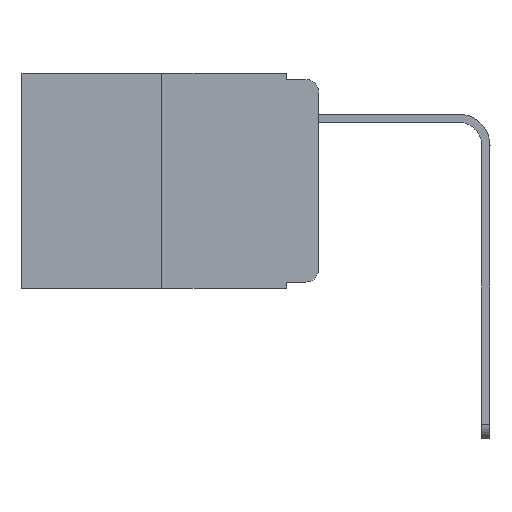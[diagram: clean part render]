
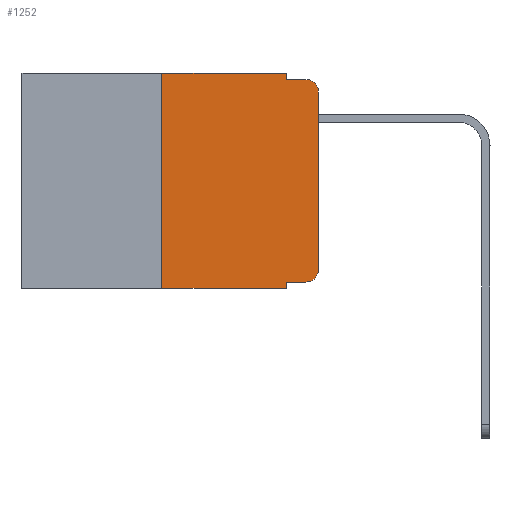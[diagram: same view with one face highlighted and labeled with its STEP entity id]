
A CAD part, left-side view. The second image highlights one B-rep face of the part: STEP entity #1252.
In plain terms, the highlighted planar face has unit normal (-1, 0, 0).
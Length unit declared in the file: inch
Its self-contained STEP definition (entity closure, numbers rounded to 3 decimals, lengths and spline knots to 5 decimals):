
#128 = VERTEX_POINT ( 'NONE', #9284 ) ;
#495 = CARTESIAN_POINT ( 'NONE',  ( 0., 0.02, -0.313 ) ) ;
#526 = LINE ( 'NONE', #3663, #2745 ) ;
#676 = AXIS2_PLACEMENT_3D ( 'NONE', #495, #5858, #12631 ) ;
#787 = CARTESIAN_POINT ( 'NONE',  ( 0., 0.051, 0. ) ) ;
#1097 = ORIENTED_EDGE ( 'NONE', *, *, #22104, .T. ) ;
#1252 = ADVANCED_FACE ( 'NONE', ( #15073 ), #20654, .F. ) ;
#1521 = LINE ( 'NONE', #21713, #19270 ) ;
#1606 = DIRECTION ( 'NONE',  ( 0., -1., 0. ) ) ;
#1793 = VECTOR ( 'NONE', #4702, 39.37008 ) ;
#1815 = DIRECTION ( 'NONE',  ( 0., 0., 1. ) ) ;
#2079 = LINE ( 'NONE', #4186, #16799 ) ;
#2745 = VECTOR ( 'NONE', #1815, 39.37008 ) ;
#2794 = CARTESIAN_POINT ( 'NONE',  ( 0., 0., -0.313 ) ) ;
#2897 = DIRECTION ( 'NONE',  ( -1., 0., 0. ) ) ;
#2928 = ORIENTED_EDGE ( 'NONE', *, *, #13081, .T. ) ;
#3125 = CIRCLE ( 'NONE', #6930, 0.02 ) ;
#3187 = ORIENTED_EDGE ( 'NONE', *, *, #6298, .F. ) ;
#3222 = LINE ( 'NONE', #19520, #20427 ) ;
#3663 = CARTESIAN_POINT ( 'NONE',  ( 0., 0., 0. ) ) ;
#3704 = VECTOR ( 'NONE', #1606, 39.37008 ) ;
#4126 = EDGE_CURVE ( 'NONE', #6357, #19007, #526, .T. ) ;
#4173 = VERTEX_POINT ( 'NONE', #12555 ) ;
#4186 = CARTESIAN_POINT ( 'NONE',  ( 0., 0.25, 0. ) ) ;
#4268 = CARTESIAN_POINT ( 'NONE',  ( 0., 0.051, -0.01 ) ) ;
#4474 = DIRECTION ( 'NONE',  ( 0., -1., 0. ) ) ;
#4500 = VERTEX_POINT ( 'NONE', #7819 ) ;
#4579 = CARTESIAN_POINT ( 'NONE',  ( 0., 0.02, -0.03 ) ) ;
#4702 = DIRECTION ( 'NONE',  ( 0., 0., -1. ) ) ;
#5340 = DIRECTION ( 'NONE',  ( 0., -1., 0. ) ) ;
#5858 = DIRECTION ( 'NONE',  ( -1., 0., 0. ) ) ;
#6240 = EDGE_CURVE ( 'NONE', #4173, #16241, #2079, .T. ) ;
#6298 = EDGE_CURVE ( 'NONE', #4500, #15700, #20101, .T. ) ;
#6321 = EDGE_CURVE ( 'NONE', #16241, #9219, #1521, .T. ) ;
#6357 = VERTEX_POINT ( 'NONE', #2794 ) ;
#6406 = EDGE_CURVE ( 'NONE', #9219, #13037, #16257, .T. ) ;
#6773 = VECTOR ( 'NONE', #15227, 39.37008 ) ;
#6930 = AXIS2_PLACEMENT_3D ( 'NONE', #4579, #2897, #13387 ) ;
#7035 = CIRCLE ( 'NONE', #676, 0.02 ) ;
#7819 = CARTESIAN_POINT ( 'NONE',  ( 0., 0.051, -0.333 ) ) ;
#7966 = DIRECTION ( 'NONE',  ( 0., 0., -1. ) ) ;
#9190 = VERTEX_POINT ( 'NONE', #9614 ) ;
#9198 = CARTESIAN_POINT ( 'NONE',  ( 0., 0.25, 0. ) ) ;
#9219 = VERTEX_POINT ( 'NONE', #11231 ) ;
#9284 = CARTESIAN_POINT ( 'NONE',  ( 0., 0.02, -0.333 ) ) ;
#9415 = VECTOR ( 'NONE', #7966, 39.37008 ) ;
#9448 = CARTESIAN_POINT ( 'NONE',  ( 0., 0.051, -0.343 ) ) ;
#9614 = CARTESIAN_POINT ( 'NONE',  ( 0., 0.02, -0.01 ) ) ;
#9703 = ORIENTED_EDGE ( 'NONE', *, *, #6240, .F. ) ;
#9866 = DIRECTION ( 'NONE',  ( 0., 0., -1. ) ) ;
#11231 = CARTESIAN_POINT ( 'NONE',  ( 0., 0.051, 0. ) ) ;
#12555 = CARTESIAN_POINT ( 'NONE',  ( 0., 0.25, -0.343 ) ) ;
#12631 = DIRECTION ( 'NONE',  ( 0., 0., -1. ) ) ;
#12835 = CARTESIAN_POINT ( 'NONE',  ( 0., 0., -0.03 ) ) ;
#12978 = EDGE_CURVE ( 'NONE', #13037, #9190, #3222, .T. ) ;
#13037 = VERTEX_POINT ( 'NONE', #4268 ) ;
#13081 = EDGE_CURVE ( 'NONE', #128, #6357, #7035, .T. ) ;
#13387 = DIRECTION ( 'NONE',  ( 0., 0., -1. ) ) ;
#13921 = ORIENTED_EDGE ( 'NONE', *, *, #17748, .T. ) ;
#14032 = CARTESIAN_POINT ( 'NONE',  ( 0., 0.473, -0.343 ) ) ;
#15073 = FACE_OUTER_BOUND ( 'NONE', #21909, .T. ) ;
#15129 = CARTESIAN_POINT ( 'NONE',  ( 0., 0.051, 0. ) ) ;
#15227 = DIRECTION ( 'NONE',  ( 0., -1., 0. ) ) ;
#15353 = ORIENTED_EDGE ( 'NONE', *, *, #6406, .F. ) ;
#15700 = VERTEX_POINT ( 'NONE', #9448 ) ;
#16142 = AXIS2_PLACEMENT_3D ( 'NONE', #18710, #22143, #9866 ) ;
#16241 = VERTEX_POINT ( 'NONE', #9198 ) ;
#16257 = LINE ( 'NONE', #15129, #1793 ) ;
#16768 = ORIENTED_EDGE ( 'NONE', *, *, #4126, .T. ) ;
#16799 = VECTOR ( 'NONE', #18027, 39.37008 ) ;
#17134 = LINE ( 'NONE', #22166, #6773 ) ;
#17748 = EDGE_CURVE ( 'NONE', #4173, #15700, #21167, .T. ) ;
#18027 = DIRECTION ( 'NONE',  ( 0., 0., 1. ) ) ;
#18194 = EDGE_CURVE ( 'NONE', #19007, #9190, #3125, .T. ) ;
#18710 = CARTESIAN_POINT ( 'NONE',  ( 0., 0.473, 0. ) ) ;
#19007 = VERTEX_POINT ( 'NONE', #12835 ) ;
#19270 = VECTOR ( 'NONE', #4474, 39.37008 ) ;
#19377 = ORIENTED_EDGE ( 'NONE', *, *, #12978, .F. ) ;
#19520 = CARTESIAN_POINT ( 'NONE',  ( 0., 0.051, -0.01 ) ) ;
#20101 = LINE ( 'NONE', #787, #9415 ) ;
#20427 = VECTOR ( 'NONE', #5340, 39.37008 ) ;
#20654 = PLANE ( 'NONE',  #16142 ) ;
#20689 = ORIENTED_EDGE ( 'NONE', *, *, #6321, .F. ) ;
#21167 = LINE ( 'NONE', #14032, #3704 ) ;
#21713 = CARTESIAN_POINT ( 'NONE',  ( 0., 0.473, 0. ) ) ;
#21909 = EDGE_LOOP ( 'NONE', ( #16768, #22107, #19377, #15353, #20689, #9703, #13921, #3187, #1097, #2928 ) ) ;
#22104 = EDGE_CURVE ( 'NONE', #4500, #128, #17134, .T. ) ;
#22107 = ORIENTED_EDGE ( 'NONE', *, *, #18194, .T. ) ;
#22143 = DIRECTION ( 'NONE',  ( 1., 0., 0. ) ) ;
#22166 = CARTESIAN_POINT ( 'NONE',  ( 0., 0.051, -0.333 ) ) ;
